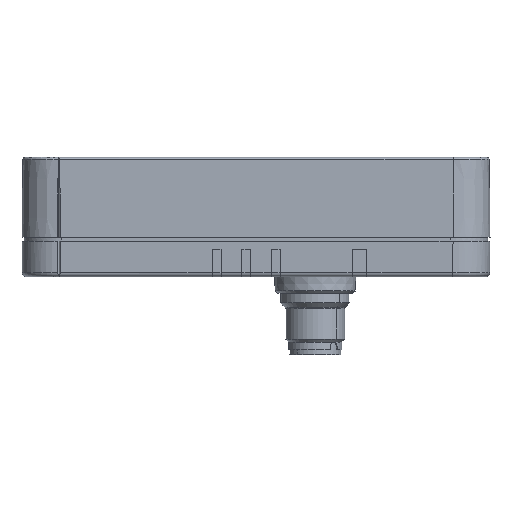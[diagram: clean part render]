
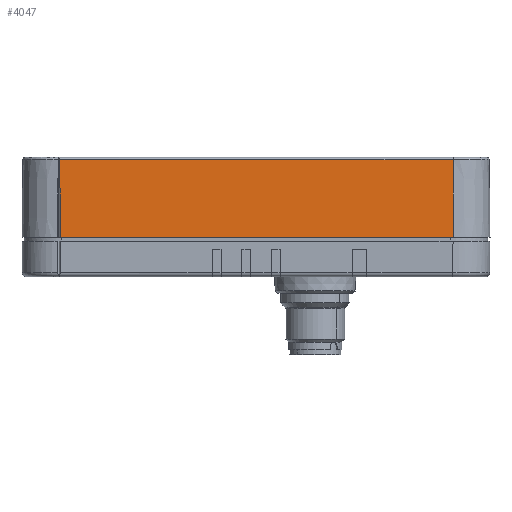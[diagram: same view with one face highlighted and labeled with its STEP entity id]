
A CAD part, top view. The second image highlights one B-rep face of the part: STEP entity #4047.
In plain terms, the highlighted planar face has unit normal (0, 0.009, 1).
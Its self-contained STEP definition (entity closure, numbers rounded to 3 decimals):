
#170=DIRECTION('',(1.,0.,0.));
#171=VECTOR('',#170,79.7);
#172=CARTESIAN_POINT('',(-39.7,-16.2,11.5));
#173=LINE('',#172,#171);
#282=CARTESIAN_POINT('',(-39.837,-0.496,
11.363));
#292=DIRECTION('',(-1.,0.,0.));
#293=VECTOR('',#292,79.837);
#294=CARTESIAN_POINT('',(40.,-0.496,11.363));
#295=LINE('',#294,#293);
#296=DIRECTION('',(-0.009,1.,-0.009));
#297=VECTOR('',#296,15.706);
#298=CARTESIAN_POINT('',(-39.7,-16.2,11.5));
#299=LINE('',#298,#297);
#304=DIRECTION('',(0.,1.,-0.009));
#305=VECTOR('',#304,15.705);
#306=CARTESIAN_POINT('',(40.,-16.2,11.5));
#307=LINE('',#306,#305);
#2991=CARTESIAN_POINT('',(40.,-0.496,
11.363));
#2992=VERTEX_POINT('',#2991);
#3009=CARTESIAN_POINT('',(-39.7,-16.2,11.5));
#3010=VERTEX_POINT('',#3009);
#3011=CARTESIAN_POINT('',(40.,-16.2,11.5));
#3012=VERTEX_POINT('',#3011);
#3057=VERTEX_POINT('',#282);
#4035=CARTESIAN_POINT('',(49.79,-16.2,11.5));
#4036=DIRECTION('',(0.,0.009,1.));
#4037=DIRECTION('',(-1.,0.,0.));
#4038=AXIS2_PLACEMENT_3D('',#4035,#4036,#4037);
#4039=PLANE('',#4038);
#4040=ORIENTED_EDGE('',*,*,#4002,.T.);
#4041=ORIENTED_EDGE('',*,*,#4023,.F.);
#4043=ORIENTED_EDGE('',*,*,#4042,.F.);
#4044=ORIENTED_EDGE('',*,*,#3933,.F.);
#4045=EDGE_LOOP('',(#4040,#4041,#4043,#4044));
#4046=FACE_OUTER_BOUND('',#4045,.F.);
#4047=ADVANCED_FACE('',(#4046),#4039,.T.);
#3933=EDGE_CURVE('',#3010,#3012,#173,.T.);
#4002=EDGE_CURVE('',#3010,#3057,#299,.T.);
#4023=EDGE_CURVE('',#2992,#3057,#295,.T.);
#4042=EDGE_CURVE('',#3012,#2992,#307,.T.);
